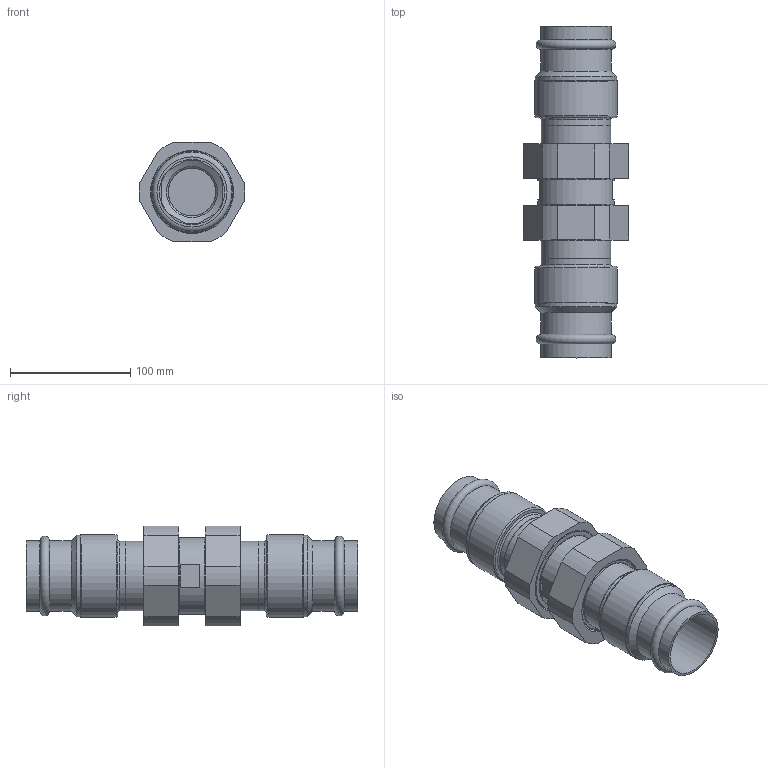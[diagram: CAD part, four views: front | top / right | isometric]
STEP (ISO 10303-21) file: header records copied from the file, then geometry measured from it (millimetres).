
FILE_DESCRIPTION(/* description */ (''),/* implementation_level */ '2;1');
FILE_NAME(/* name */ '304796A_Simplify_1.stp',/* time_stamp */ '2025-08-21T10:37:59-05:00',/* author */ ('ischreiner'),/* organization */ (''),/* preprocessor_version */ 'ST-DEVELOPER v20',/* originating_system */ 'Autodesk Inventor 2025',/* authorisation */ '');
FILE_SCHEMA (('AUTOMOTIVE_DESIGN { 1 0 10303 214 3 1 1 }'));
Length unit declared in the file: inch
Products named in the file (1): 304796A_Simplify_1
Bounding box: 87.99 x 276.44 x 82.8 mm (x, y, z)
Volume: 577339.7 mm3; surface area: 185815.9 mm2
Topology: 9 solids, 9 shells, 197 faces, 415 edges, 262 vertices
Faces by surface type: cylinder 73, plane 72, cone 32, torus 20
Full cylindrical faces by diameter (mm): 39.878 x2, 44.704 x2, 45.339 x2, 47.625 x2, 54.229 x2, 57.912 x4, 58.039 x2, 58.42 x8, 63.5 x2, 64 x1, 64.389 x2, 67.818 x2, 69.088 x2, 69.85 x2, 72 x2, 72.238 x2, 74.9 x2
Entity records: 5620 total; most frequent: DIRECTION 1041, CARTESIAN_POINT 875, ORIENTED_EDGE 830, AXIS2_PLACEMENT_3D 428, EDGE_CURVE 415, VERTEX_POINT 262, EDGE_LOOP 239, CIRCLE 230
